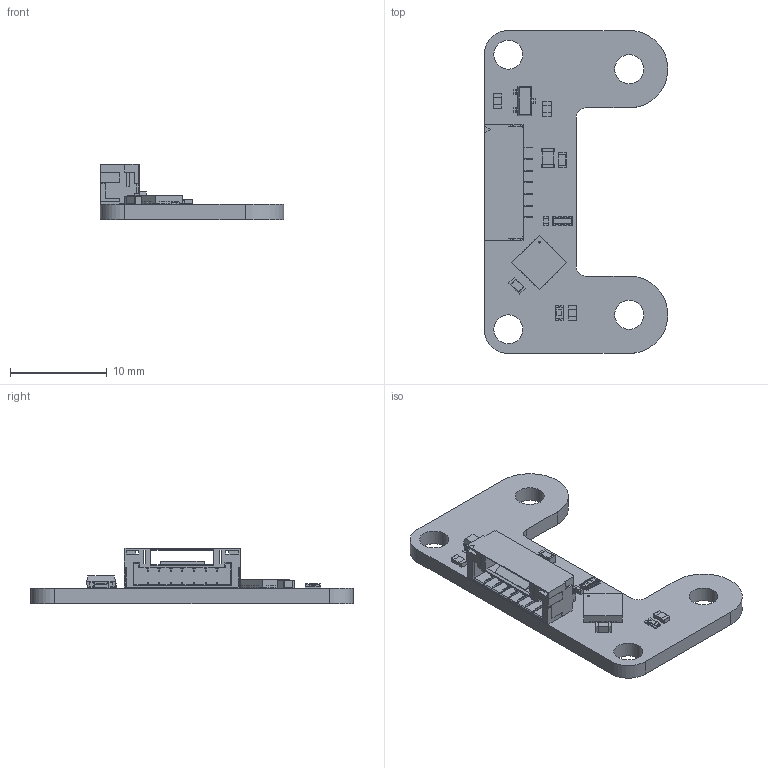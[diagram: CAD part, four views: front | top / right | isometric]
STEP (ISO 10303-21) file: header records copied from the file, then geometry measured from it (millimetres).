
FILE_DESCRIPTION(('FreeCAD Model'),'2;1');
FILE_NAME('solid_state_relay.step','2017-10-23T15:49:26',('kicad StepUp'),('ksu MCAD'), 'Open CASCADE STEP processor 6.8','FreeCAD','Unknown');
FILE_SCHEMA(('AUTOMOTIVE_DESIGN_CC2 { 1 2 10303 214 -1 1 5 4 }'));
Length unit declared in the file: millimetre
Products named in the file (13): Pcb; SOT23_; C_0402_; C_0805_; C_0603_; C_0603_001; D_0603_blue_; 7Pin_Stecker_; R_0603_; Cut_; QFN-24_4x4mm_Pitch0.5mm_; R_0603_001; R_0603_002
Bounding box: 19 x 33.4 x 5.7 mm (x, y, z)
Volume: 794.9 mm3; surface area: 1646 mm2
Topology: 14 solids, 14 shells, 1030 faces, 2949 edges, 1922 vertices
Faces by surface type: plane 900, cylinder 130
Full cylindrical faces by diameter (mm): 3 x4
Entity records: 37140 total; most frequent: CARTESIAN_POINT 5902, ORIENTED_EDGE 5898, DIRECTION 5271, EDGE_CURVE 2949, LINE 2689, VECTOR 2689, VERTEX_POINT 1922, AXIS2_PLACEMENT_3D 1291
